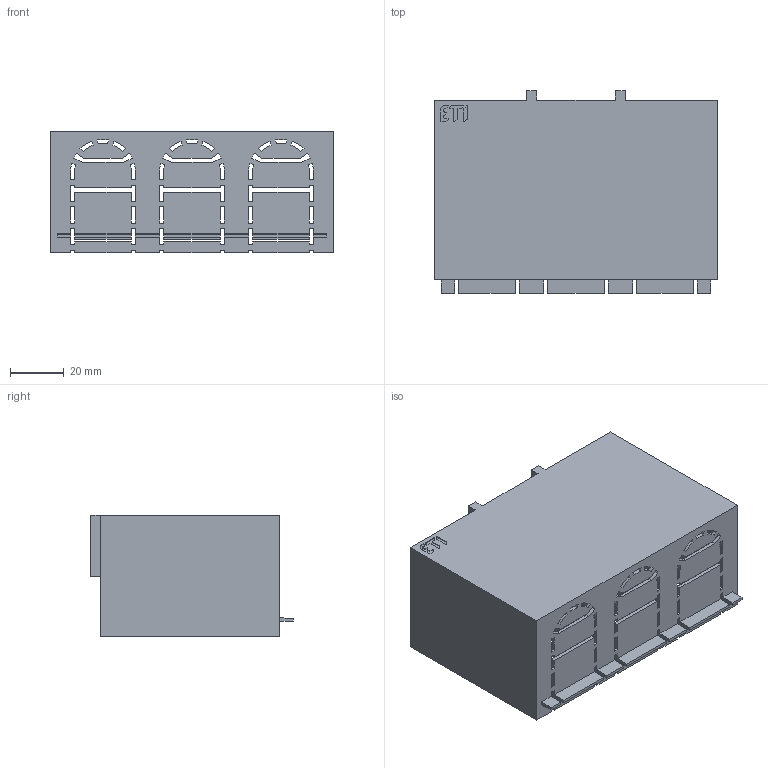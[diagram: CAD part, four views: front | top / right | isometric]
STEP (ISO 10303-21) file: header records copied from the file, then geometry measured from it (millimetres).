
FILE_DESCRIPTION((''),'2;1');
FILE_NAME('ASM0125_ASM','2021-04-15T',('marketing.praksa'),('Audax d.o.o.'),'CREO PARAMETRIC BY PTC INC, 2017480','CREO PARAMETRIC BY PTC INC, 2017480','');
FILE_SCHEMA(('AUTOMOTIVE_DESIGN { 1 0 10303 214 1 1 1 1 }'));
Products named in the file (3): PRT0144; WL-BASE-AAKETO; ASM0125_ASM
Assembly tree (2 placements, depth 2):
  ASM0125_ASM
    PRT0144
    WL-BASE-AAKETO
Bounding box: 105 x 75.1 x 45 mm (x, y, z)
Volume: 29616.1 mm3; surface area: 46454 mm2
Topology: 4 solids, 4 shells, 409 faces, 1214 edges, 810 vertices
Faces by surface type: plane 325, cylinder 84
Entity records: 20526 total; most frequent: CARTESIAN_POINT 2455, ORIENTED_EDGE 2428, DIRECTION 2207, PRESENTATION_STYLE_ASSIGNMENT 1627, STYLED_ITEM 1627, CURVE_STYLE 1214, EDGE_CURVE 1214, VECTOR 1043
